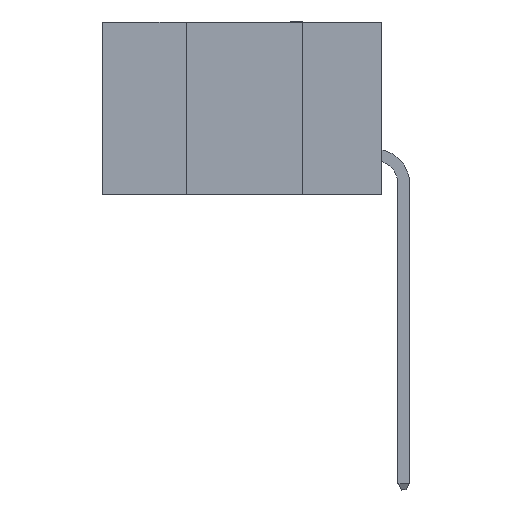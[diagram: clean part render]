
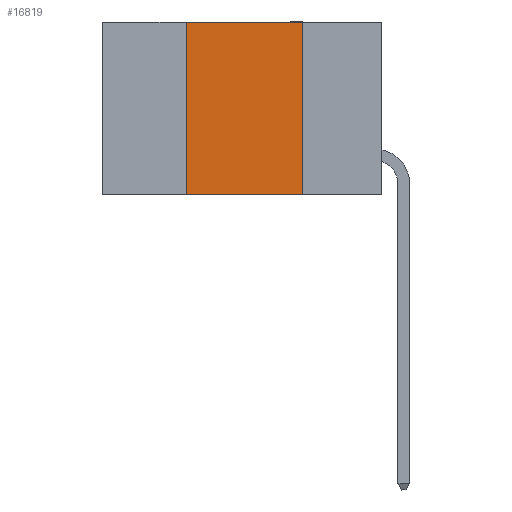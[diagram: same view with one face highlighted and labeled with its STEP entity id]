
A CAD part, left-side view. The second image highlights one B-rep face of the part: STEP entity #16819.
In plain terms, the highlighted planar face has unit normal (-1, 0, 0).
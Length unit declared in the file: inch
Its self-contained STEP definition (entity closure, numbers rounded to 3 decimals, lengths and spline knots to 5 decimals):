
#185 = CARTESIAN_POINT ( 'NONE',  ( 0., 0.42, 0. ) ) ;
#329 = CARTESIAN_POINT ( 'NONE',  ( 0., 0.17, 0. ) ) ;
#1258 = DIRECTION ( 'NONE',  ( 0., 0., -1. ) ) ;
#1290 = CARTESIAN_POINT ( 'NONE',  ( 0., 0.6, -0.37 ) ) ;
#1311 = ORIENTED_EDGE ( 'NONE', *, *, #7540, .T. ) ;
#1426 = VECTOR ( 'NONE', #19384, 39.37008 ) ;
#1771 = VECTOR ( 'NONE', #3888, 39.37008 ) ;
#2308 = CARTESIAN_POINT ( 'NONE',  ( 0., 0.17, 0. ) ) ;
#3888 = DIRECTION ( 'NONE',  ( 0., -1., 0. ) ) ;
#4197 = VERTEX_POINT ( 'NONE', #6475 ) ;
#4413 = LINE ( 'NONE', #1290, #1771 ) ;
#4857 = DIRECTION ( 'NONE',  ( 0., 0., 1. ) ) ;
#6475 = CARTESIAN_POINT ( 'NONE',  ( 0., 0.42, -0.37 ) ) ;
#6853 = FACE_OUTER_BOUND ( 'NONE', #24992, .T. ) ;
#7540 = EDGE_CURVE ( 'NONE', #4197, #30213, #4413, .T. ) ;
#7968 = ORIENTED_EDGE ( 'NONE', *, *, #28573, .F. ) ;
#9030 = LINE ( 'NONE', #26833, #26971 ) ;
#11866 = VERTEX_POINT ( 'NONE', #185 ) ;
#16736 = AXIS2_PLACEMENT_3D ( 'NONE', #23200, #25417, #1258 ) ;
#16819 = ADVANCED_FACE ( 'NONE', ( #6853 ), #25632, .F. ) ;
#19384 = DIRECTION ( 'NONE',  ( 0., 0., -1. ) ) ;
#20232 = ORIENTED_EDGE ( 'NONE', *, *, #20994, .F. ) ;
#20994 = EDGE_CURVE ( 'NONE', #4197, #11866, #9030, .T. ) ;
#23200 = CARTESIAN_POINT ( 'NONE',  ( 0., 0.6, 0. ) ) ;
#23277 = VECTOR ( 'NONE', #26270, 39.37008 ) ;
#23607 = CARTESIAN_POINT ( 'NONE',  ( 0., 0.17, -0.37 ) ) ;
#24992 = EDGE_LOOP ( 'NONE', ( #7968, #31027, #20232, #1311 ) ) ;
#25417 = DIRECTION ( 'NONE',  ( 1., 0., 0. ) ) ;
#25632 = PLANE ( 'NONE',  #16736 ) ;
#26270 = DIRECTION ( 'NONE',  ( 0., -1., 0. ) ) ;
#26734 = VERTEX_POINT ( 'NONE', #329 ) ;
#26833 = CARTESIAN_POINT ( 'NONE',  ( 0., 0.42, 0. ) ) ;
#26971 = VECTOR ( 'NONE', #4857, 39.37008 ) ;
#27456 = LINE ( 'NONE', #2308, #1426 ) ;
#28446 = EDGE_CURVE ( 'NONE', #11866, #26734, #31728, .T. ) ;
#28573 = EDGE_CURVE ( 'NONE', #26734, #30213, #27456, .T. ) ;
#30213 = VERTEX_POINT ( 'NONE', #23607 ) ;
#31027 = ORIENTED_EDGE ( 'NONE', *, *, #28446, .F. ) ;
#31549 = CARTESIAN_POINT ( 'NONE',  ( 0., 0.6, 0. ) ) ;
#31728 = LINE ( 'NONE', #31549, #23277 ) ;
